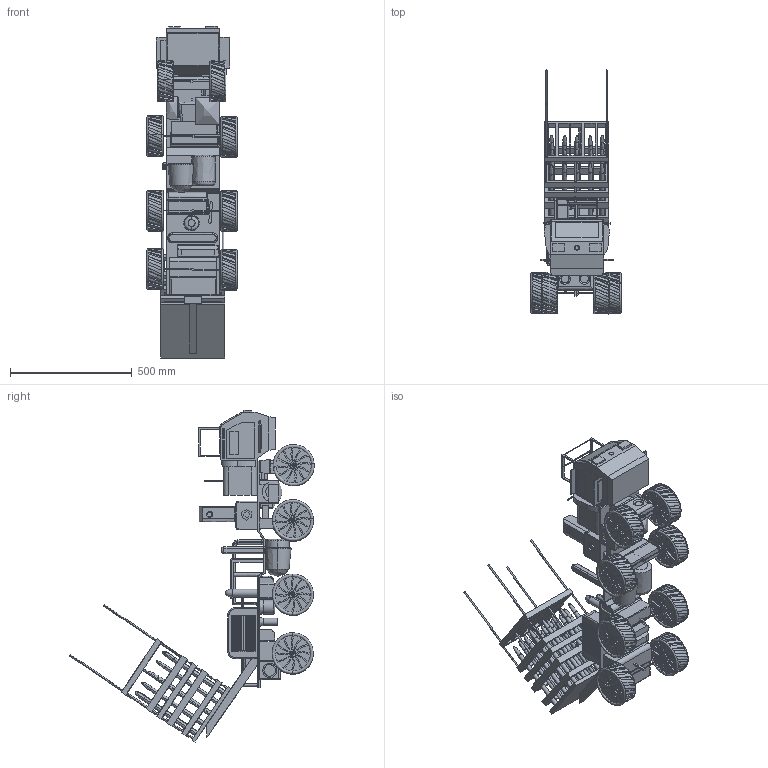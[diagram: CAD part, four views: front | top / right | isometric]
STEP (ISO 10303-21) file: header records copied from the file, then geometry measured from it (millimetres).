
FILE_DESCRIPTION(('FreeCAD Model'),'2;1');
FILE_NAME('Open CASCADE Shape Model','2025-04-27T09:54:05',('FreeCAD'),( 'FreeCAD'),'Open CASCADE STEP processor 7.6','FreeCAD','Unknown');
FILE_SCHEMA(('AUTOMOTIVE_DESIGN { 1 0 10303 214 1 1 1 1 }'));
Products named in the file (1): Open CASCADE STEP translator 7.6 1
Bounding box: 368.93 x 1001.5 x 1360.79 mm (x, y, z)
Volume: 41247188.5 mm3; surface area: 4126298.1 mm2
Topology: 31 solids, 31 shells, 3354 faces, 8165 edges, 5028 vertices
Faces by surface type: bspline 3354
Entity records: 99987 total; most frequent: CARTESIAN_POINT 53020, ORIENTED_EDGE 16208, EDGE_CURVE 8104, VERTEX_POINT 5028, B_SPLINE_CURVE_WITH_KNOTS 4865, FACE_BOUND 3674, EDGE_LOOP 3674, ADVANCED_FACE 3354
